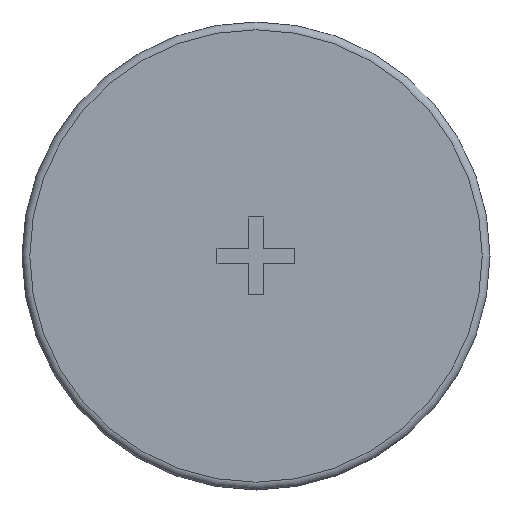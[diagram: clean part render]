
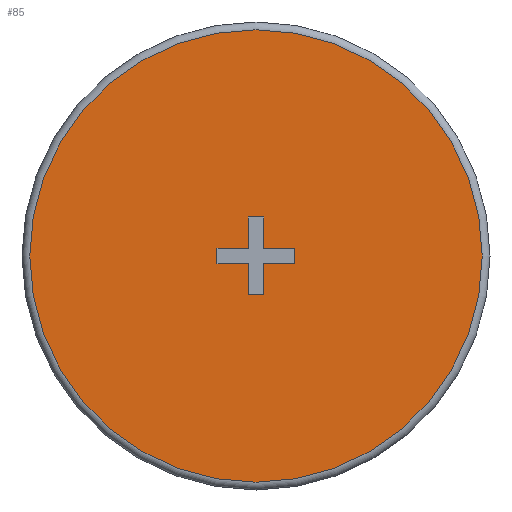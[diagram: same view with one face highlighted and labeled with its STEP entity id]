
A CAD part, front view. The second image highlights one B-rep face of the part: STEP entity #85.
In plain terms, the highlighted planar face has unit normal (0, -1, 0).
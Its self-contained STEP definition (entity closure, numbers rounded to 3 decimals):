
#85 = ADVANCED_FACE( '', ( #170, #171 ), #172, .F. );
#170 = FACE_BOUND( '', #247, .T. );
#171 = FACE_OUTER_BOUND( '', #248, .T. );
#172 = PLANE( '', #249 );
#247 = EDGE_LOOP( '', ( #405, #406, #407, #408, #409, #410, #411, #412, #413, #414, #415, #416 ) );
#248 = EDGE_LOOP( '', ( #417 ) );
#249 = AXIS2_PLACEMENT_3D( '', #418, #419, #420 );
#405 = ORIENTED_EDGE( '', *, *, #470, .T. );
#406 = ORIENTED_EDGE( '', *, *, #441, .F. );
#407 = ORIENTED_EDGE( '', *, *, #472, .T. );
#408 = ORIENTED_EDGE( '', *, *, #475, .T. );
#409 = ORIENTED_EDGE( '', *, *, #478, .T. );
#410 = ORIENTED_EDGE( '', *, *, #461, .T. );
#411 = ORIENTED_EDGE( '', *, *, #457, .T. );
#412 = ORIENTED_EDGE( '', *, *, #483, .T. );
#413 = ORIENTED_EDGE( '', *, *, #466, .T. );
#414 = ORIENTED_EDGE( '', *, *, #433, .T. );
#415 = ORIENTED_EDGE( '', *, *, #425, .T. );
#416 = ORIENTED_EDGE( '', *, *, #437, .T. );
#417 = ORIENTED_EDGE( '', *, *, #464, .T. );
#418 = CARTESIAN_POINT( '', ( 14.5, 0., 0. ) );
#419 = DIRECTION( '', ( 0., 1., 0. ) );
#420 = DIRECTION( '', ( 0., 0., 1. ) );
#425 = EDGE_CURVE( '', #491, #492, #493, .T. );
#433 = EDGE_CURVE( '', #505, #491, #506, .T. );
#437 = EDGE_CURVE( '', #492, #511, #512, .T. );
#441 = EDGE_CURVE( '', #517, #518, #519, .T. );
#457 = EDGE_CURVE( '', #544, #545, #546, .T. );
#461 = EDGE_CURVE( '', #550, #544, #551, .T. );
#464 = EDGE_CURVE( '', #554, #554, #555, .T. );
#466 = EDGE_CURVE( '', #557, #505, #558, .T. );
#470 = EDGE_CURVE( '', #511, #518, #562, .T. );
#472 = EDGE_CURVE( '', #517, #564, #565, .T. );
#475 = EDGE_CURVE( '', #564, #568, #569, .T. );
#478 = EDGE_CURVE( '', #568, #550, #572, .T. );
#483 = EDGE_CURVE( '', #545, #557, #578, .T. );
#491 = VERTEX_POINT( '', #586 );
#492 = VERTEX_POINT( '', #587 );
#493 = LINE( '', #588, #589 );
#505 = VERTEX_POINT( '', #604 );
#506 = LINE( '', #605, #606 );
#511 = VERTEX_POINT( '', #613 );
#512 = LINE( '', #614, #615 );
#517 = VERTEX_POINT( '', #622 );
#518 = VERTEX_POINT( '', #623 );
#519 = LINE( '', #624, #625 );
#544 = VERTEX_POINT( '', #661 );
#545 = VERTEX_POINT( '', #662 );
#546 = LINE( '', #663, #664 );
#550 = VERTEX_POINT( '', #670 );
#551 = LINE( '', #671, #672 );
#554 = VERTEX_POINT( '', #676 );
#555 = CIRCLE( '', #677, 14.5 );
#557 = VERTEX_POINT( '', #679 );
#558 = LINE( '', #680, #681 );
#562 = LINE( '', #686, #687 );
#564 = VERTEX_POINT( '', #689 );
#565 = LINE( '', #690, #691 );
#568 = VERTEX_POINT( '', #695 );
#569 = LINE( '', #696, #697 );
#572 = LINE( '', #701, #702 );
#578 = LINE( '', #708, #709 );
#586 = CARTESIAN_POINT( '', ( -0.5, 0., 2.5 ) );
#587 = CARTESIAN_POINT( '', ( 0.5, 0., 2.5 ) );
#588 = CARTESIAN_POINT( '', ( -0.5, 0., 2.5 ) );
#589 = VECTOR( '', #717, 1000. );
#604 = CARTESIAN_POINT( '', ( -0.5, 0., 0.5 ) );
#605 = CARTESIAN_POINT( '', ( -0.5, 0., 0.5 ) );
#606 = VECTOR( '', #727, 1000. );
#613 = CARTESIAN_POINT( '', ( 0.5, 0., 0.5 ) );
#614 = CARTESIAN_POINT( '', ( 0.5, 0., 2.5 ) );
#615 = VECTOR( '', #730, 1000. );
#622 = CARTESIAN_POINT( '', ( 2.5, 0., -0.5 ) );
#623 = CARTESIAN_POINT( '', ( 2.5, 0., 0.5 ) );
#624 = CARTESIAN_POINT( '', ( 2.5, 0., 0. ) );
#625 = VECTOR( '', #733, 1000. );
#661 = CARTESIAN_POINT( '', ( -0.5, 0., -0.5 ) );
#662 = CARTESIAN_POINT( '', ( -2.5, 0., -0.5 ) );
#663 = CARTESIAN_POINT( '', ( -0.5, 0., -0.5 ) );
#664 = VECTOR( '', #748, 1000. );
#670 = CARTESIAN_POINT( '', ( -0.5, 0., -2.5 ) );
#671 = CARTESIAN_POINT( '', ( -0.5, 0., -2.5 ) );
#672 = VECTOR( '', #751, 1000. );
#676 = CARTESIAN_POINT( '', ( 0., 0., -14.5 ) );
#677 = AXIS2_PLACEMENT_3D( '', #753, #754, #755 );
#679 = CARTESIAN_POINT( '', ( -2.5, 0., 0.5 ) );
#680 = CARTESIAN_POINT( '', ( -2.5, 0., 0.5 ) );
#681 = VECTOR( '', #756, 1000. );
#686 = CARTESIAN_POINT( '', ( 0.5, 0., 0.5 ) );
#687 = VECTOR( '', #758, 1000. );
#689 = CARTESIAN_POINT( '', ( 0.5, 0., -0.5 ) );
#690 = CARTESIAN_POINT( '', ( 2.5, 0., -0.5 ) );
#691 = VECTOR( '', #759, 1000. );
#695 = CARTESIAN_POINT( '', ( 0.5, 0., -2.5 ) );
#696 = CARTESIAN_POINT( '', ( 0.5, 0., -0.5 ) );
#697 = VECTOR( '', #761, 1000. );
#701 = CARTESIAN_POINT( '', ( 0.5, 0., -2.5 ) );
#702 = VECTOR( '', #763, 1000. );
#708 = CARTESIAN_POINT( '', ( -2.5, 0., -0.5 ) );
#709 = VECTOR( '', #767, 1000. );
#717 = DIRECTION( '', ( 1., 0., 0. ) );
#727 = DIRECTION( '', ( 0., 0., 1. ) );
#730 = DIRECTION( '', ( 0., 0., -1. ) );
#733 = DIRECTION( '', ( 0., 0., 1. ) );
#748 = DIRECTION( '', ( -1., 0., 0. ) );
#751 = DIRECTION( '', ( 0., 0., 1. ) );
#753 = CARTESIAN_POINT( '', ( 0., 0., 0. ) );
#754 = DIRECTION( '', ( 0., -1., 0. ) );
#755 = DIRECTION( '', ( 0., 0., -1. ) );
#756 = DIRECTION( '', ( 1., 0., 0. ) );
#758 = DIRECTION( '', ( 1., 0., 0. ) );
#759 = DIRECTION( '', ( -1., 0., 0. ) );
#761 = DIRECTION( '', ( 0., 0., -1. ) );
#763 = DIRECTION( '', ( -1., 0., 0. ) );
#767 = DIRECTION( '', ( 0., 0., 1. ) );
